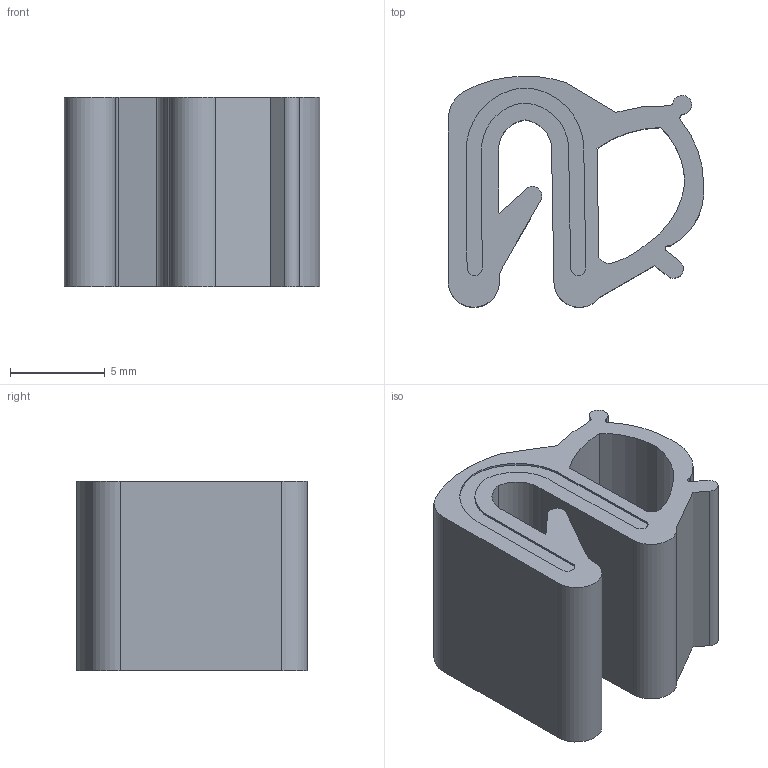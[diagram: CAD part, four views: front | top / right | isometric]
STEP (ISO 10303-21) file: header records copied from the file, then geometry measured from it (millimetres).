
FILE_DESCRIPTION (( 'STEP AP214' ), '1' );
FILE_NAME ('427031_Industrilas.step', '2025-09-02T13:34:08', ( '' ), ( '' ), 'SwSTEP 2.0', 'SolidWorks 2010', '' );
FILE_SCHEMA (( 'AUTOMOTIVE_DESIGN' ));
Length unit declared in the file: millimetre
Products named in the file (1): 427031_Industrilas
Bounding box: 13.51 x 12.2 x 10 mm (x, y, z)
Volume: 889.3 mm3; surface area: 1086 mm2
Topology: 1 solids, 1 shells, 71 faces, 201 edges, 134 vertices
Faces by surface type: cylinder 42, plane 29
Entity records: 3158 total; most frequent: DIRECTION 429, CARTESIAN_POINT 407, ORIENTED_EDGE 402, EDGE_CURVE 201, AXIS2_PLACEMENT_3D 156, VERTEX_POINT 134, LINE 117, VECTOR 117
